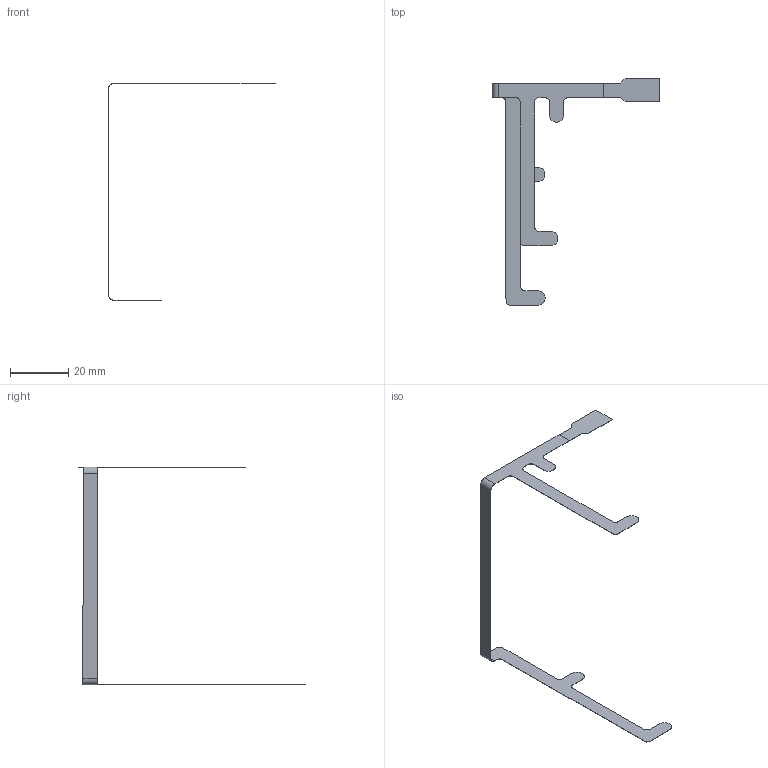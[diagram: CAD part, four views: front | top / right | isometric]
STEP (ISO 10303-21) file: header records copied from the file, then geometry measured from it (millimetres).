
FILE_DESCRIPTION(('Open CASCADE Model'),'2;1');
FILE_NAME('Open CASCADE Shape Model','2022-04-12T15:43:58',('Author'),( 'Open CASCADE'),'Open CASCADE STEP processor 6.8','Open CASCADE 6.8' ,'Unknown');
FILE_SCHEMA(('AUTOMOTIVE_DESIGN { 1 0 10303 214 1 1 1 1 }'));
Length unit declared in the file: millimetre
Products named in the file (1): PCB
Bounding box: 57.63 x 77.87 x 74.98 mm (x, y, z)
Volume: 157.2 mm3; surface area: 3089.5 mm2
Topology: 6 solids, 6 shells, 237 faces, 675 edges, 450 vertices
Faces by surface type: plane 233, cylinder 4
Entity records: 7613 total; most frequent: CARTESIAN_POINT 1415, ORIENTED_EDGE 1350, DIRECTION 1135, EDGE_CURVE 675, LINE 659, VECTOR 659, VERTEX_POINT 450, AXIS2_PLACEMENT_3D 238
